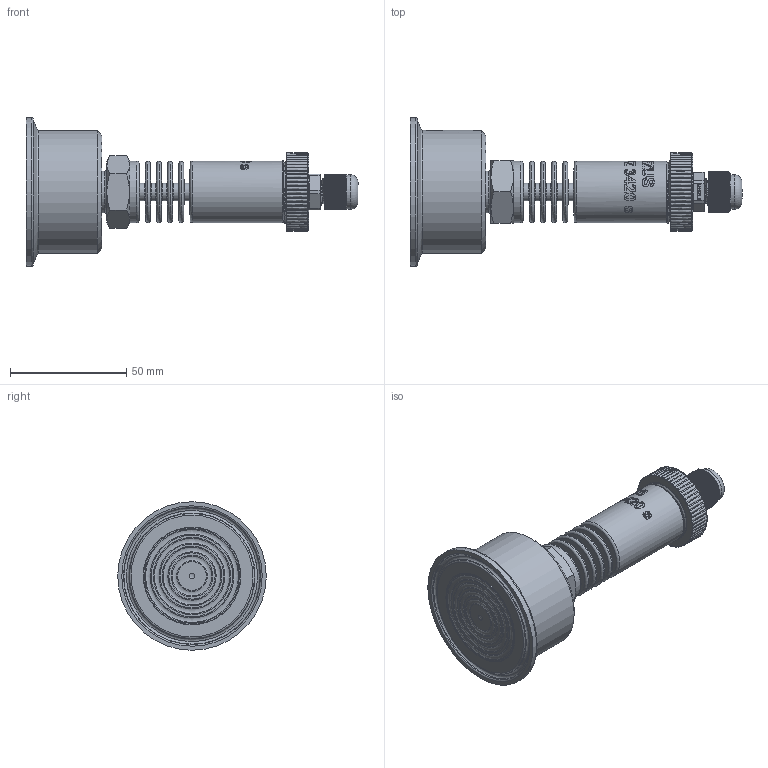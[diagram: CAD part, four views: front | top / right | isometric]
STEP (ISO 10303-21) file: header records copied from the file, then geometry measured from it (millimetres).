
FILE_DESCRIPTION(/* description */ (''),/* implementation_level */ '2;1');
FILE_NAME(/* name */ 'APZ3420s_ClampD2_radiator_2.step',/* time_stamp */ '2021-07-08T14:05:37+03:00',/* author */ (''),/* organization */ (''),/* preprocessor_version */ 'ST-DEVELOPER v18.1',/* originating_system */ 'Autodesk Translation Framework v10.9.0.1377',/* authorisation */ '');
FILE_SCHEMA (('AUTOMOTIVE_DESIGN { 1 0 10303 214 3 1 1 }'));
Products named in the file (9): АПЗ 3420S заполненная; OMAL nut M27x1.5; Ш100.000.001; M12x1.5 Cable gland; Cable gland; Rubber gasket; M12 Domed nut; G1\2EN radiator; Clamp DN2' diaphragm 48 v2 (1)
Assembly tree (7 placements, depth 3):
  АПЗ 3420S заполненная
    OMAL nut M27x1.5
    Ш100.000.001
    M12x1.5 Cable gland
      Cable gland
      Rubber gasket
      M12 Domed nut
    G1\2EN radiator
  Clamp DN2' diaphragm 48 v2 (1)
Bounding box: 143.03 x 64 x 64 mm (x, y, z)
Volume: 120925.7 mm3; surface area: 39092.1 mm2
Topology: 8 solids, 8 shells, 2813 faces, 8202 edges, 5468 vertices
Faces by surface type: plane 1506, cylinder 800, bspline 432, torus 41, cone 32, sphere 2
Full cylindrical faces by diameter (mm): 1 x6, 2 x1, 3 x1, 3.3 x1, 5 x1, 6 x3, 7 x1, 7.5 x6, 8 x1, 9.976 x5, 10 x6, 10.376 x4, 10.526 x3, 11.6 x4, 12 x5, 12.203 x3, 12.6 x1, 15 x1, 16.7 x1, 17 x1, 17.5 x1, 18 x1, 18.631 x6, 20.955 x7, 21.4 x2, 22 x1, 22.3 x1, 22.5 x1, 24.5 x1, 25.132 x4
Entity records: 125254 total; most frequent: CARTESIAN_POINT 54003, ORIENTED_EDGE 16404, DIRECTION 12871, EDGE_CURVE 8202, VERTEX_POINT 5468, LINE 4361, VECTOR 4361, AXIS2_PLACEMENT_3D 4255
